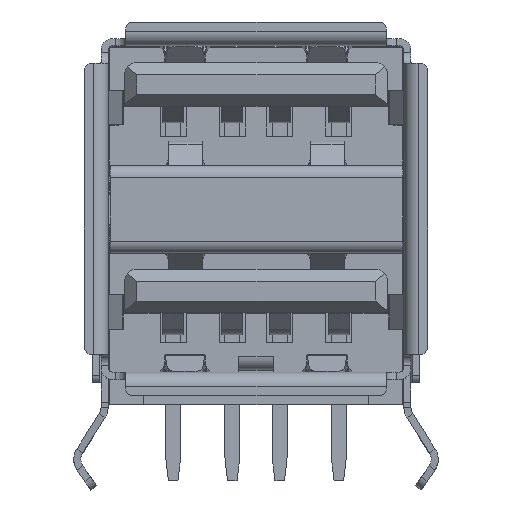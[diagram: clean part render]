
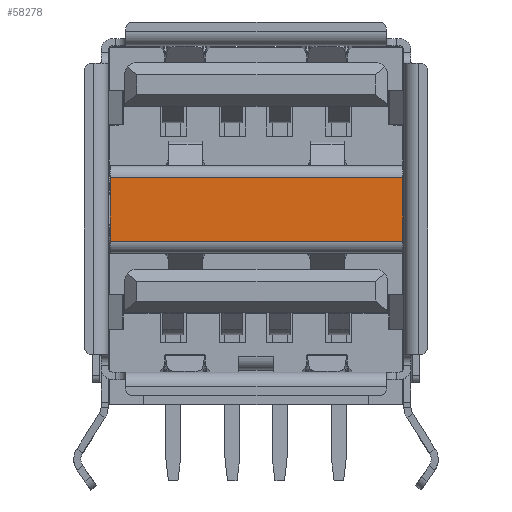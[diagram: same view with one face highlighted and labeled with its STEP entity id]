
A CAD part, top view. The second image highlights one B-rep face of the part: STEP entity #58278.
In plain terms, the highlighted planar face has unit normal (0, 0, 1).
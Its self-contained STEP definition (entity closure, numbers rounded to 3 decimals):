
#741 = ORIENTED_EDGE ( 'NONE', *, *, #36075, .T. ) ;
#2624 = CARTESIAN_POINT ( 'NONE',  ( 6.22, 9.45, 0.4 ) ) ;
#4690 = VECTOR ( 'NONE', #41759, 1000. ) ;
#8893 = VECTOR ( 'NONE', #34613, 1000. ) ;
#9032 = LINE ( 'NONE', #46786, #16323 ) ;
#9363 = CARTESIAN_POINT ( 'NONE',  ( 6.22, 6.75, 0.4 ) ) ;
#9844 = DIRECTION ( 'NONE',  ( 0., 0., 1. ) ) ;
#10051 = CARTESIAN_POINT ( 'NONE',  ( 0.04, 9.45, 0.4 ) ) ;
#10248 = DIRECTION ( 'NONE',  ( 0., -1., 0. ) ) ;
#14867 = ORIENTED_EDGE ( 'NONE', *, *, #47084, .T. ) ;
#16323 = VECTOR ( 'NONE', #41977, 1000. ) ;
#17387 = VERTEX_POINT ( 'NONE', #41063 ) ;
#19489 = VERTEX_POINT ( 'NONE', #40180 ) ;
#20655 = CARTESIAN_POINT ( 'NONE',  ( 0.04, 8.1, 0.4 ) ) ;
#29344 = EDGE_CURVE ( 'NONE', #42856, #32880, #9032, .T. ) ;
#31299 = LINE ( 'NONE', #2624, #58824 ) ;
#32880 = VERTEX_POINT ( 'NONE', #55937 ) ;
#34613 = DIRECTION ( 'NONE',  ( 0., -1., 0. ) ) ;
#36075 = EDGE_CURVE ( 'NONE', #17387, #32880, #56827, .T. ) ;
#37659 = CARTESIAN_POINT ( 'NONE',  ( 12.4, 9.45, 0.4 ) ) ;
#38150 = ORIENTED_EDGE ( 'NONE', *, *, #54240, .T. ) ;
#40180 = CARTESIAN_POINT ( 'NONE',  ( 0.04, 9.45, 0.4 ) ) ;
#41063 = CARTESIAN_POINT ( 'NONE',  ( 0.04, 6.75, 0.4 ) ) ;
#41759 = DIRECTION ( 'NONE',  ( 1., 0., 0. ) ) ;
#41977 = DIRECTION ( 'NONE',  ( 0., -1., 0. ) ) ;
#42856 = VERTEX_POINT ( 'NONE', #37659 ) ;
#46786 = CARTESIAN_POINT ( 'NONE',  ( 12.4, 7.42, 0.4 ) ) ;
#47084 = EDGE_CURVE ( 'NONE', #42856, #19489, #31299, .T. ) ;
#48266 = EDGE_LOOP ( 'NONE', ( #38150, #741, #58514, #14867 ) ) ;
#48568 = DIRECTION ( 'NONE',  ( -1., 0., 0. ) ) ;
#52330 = LINE ( 'NONE', #20655, #8893 ) ;
#54240 = EDGE_CURVE ( 'NONE', #19489, #17387, #52330, .T. ) ;
#54553 = AXIS2_PLACEMENT_3D ( 'NONE', #10051, #9844, #10248 ) ;
#55937 = CARTESIAN_POINT ( 'NONE',  ( 12.4, 6.75, 0.4 ) ) ;
#56585 = PLANE ( 'NONE',  #54553 ) ;
#56827 = LINE ( 'NONE', #9363, #4690 ) ;
#56987 = FACE_OUTER_BOUND ( 'NONE', #48266, .T. ) ;
#58278 = ADVANCED_FACE ( 'NONE', ( #56987 ), #56585, .T. ) ;
#58514 = ORIENTED_EDGE ( 'NONE', *, *, #29344, .F. ) ;
#58824 = VECTOR ( 'NONE', #48568, 1000. ) ;
